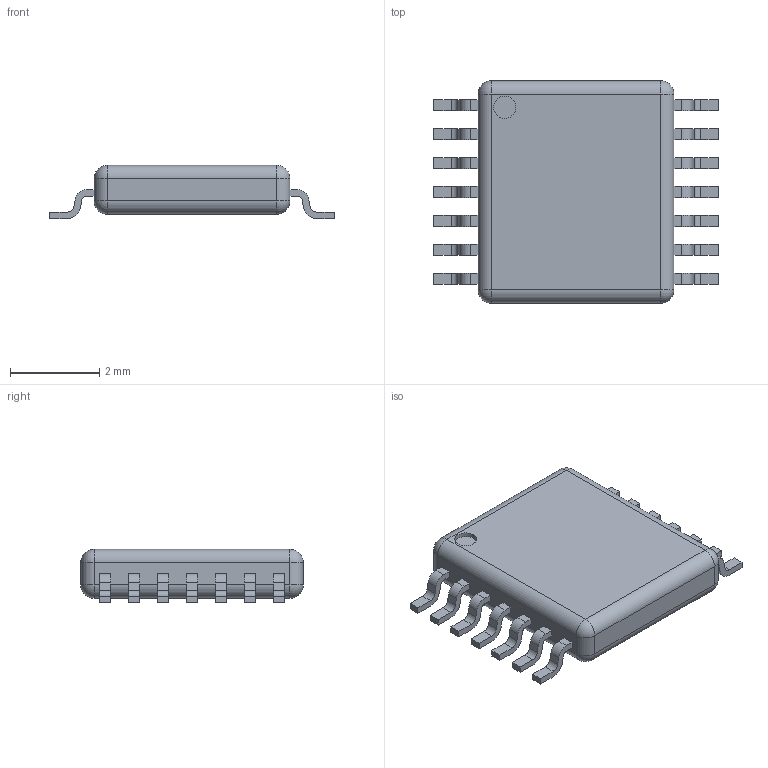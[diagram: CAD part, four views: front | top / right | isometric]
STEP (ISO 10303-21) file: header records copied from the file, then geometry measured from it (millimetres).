
FILE_DESCRIPTION (( 'STEP AP214' ), '1' );
FILE_NAME ('TPS54625PWP.STEP', '2018-10-28T10:26:32', ( '' ), ( '' ), 'SwSTEP 2.0', 'SolidWorks 2016', '' );
FILE_SCHEMA (( 'AUTOMOTIVE_DESIGN' ));
Length unit declared in the file: millimetre
Products named in the file (1): TPS54625PWP
Bounding box: 6.4 x 5 x 1.2 mm (x, y, z)
Volume: 24.1 mm3; surface area: 74 mm2
Topology: 1 solids, 1 shells, 216 faces, 578 edges, 372 vertices
Faces by surface type: plane 138, cylinder 70, sphere 8
Entity records: 9052 total; most frequent: CARTESIAN_POINT 1159, DIRECTION 1144, ORIENTED_EDGE 1140, EDGE_CURVE 570, VECTOR 430, LINE 430, VERTEX_POINT 372, AXIS2_PLACEMENT_3D 357
